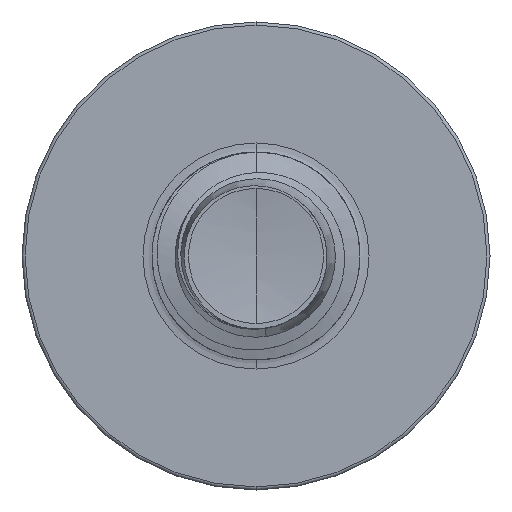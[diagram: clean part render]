
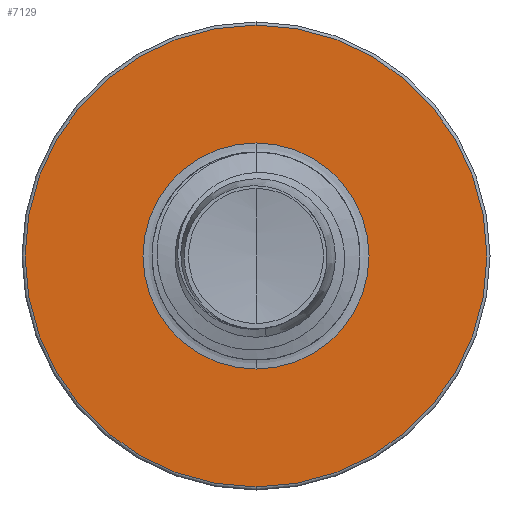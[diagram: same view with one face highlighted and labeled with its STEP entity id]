
A CAD part, front view. The second image highlights one B-rep face of the part: STEP entity #7129.
In plain terms, the highlighted planar face has unit normal (0, -1, 0).
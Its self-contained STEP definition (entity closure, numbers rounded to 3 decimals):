
#5 = DIRECTION ( 'NONE',  ( 0., 1., 0. ) ) ;
#43 = CARTESIAN_POINT ( 'NONE',  ( 0., 7.5, 0. ) ) ;
#186 = FACE_BOUND ( 'NONE', #18340, .T. ) ;
#892 = CARTESIAN_POINT ( 'NONE',  ( 0., 7.5, -4.44 ) ) ;
#2084 = DIRECTION ( 'NONE',  ( 0., 0., 1. ) ) ;
#2088 = DIRECTION ( 'NONE',  ( 0., 1., 0. ) ) ;
#2114 = CARTESIAN_POINT ( 'NONE',  ( 0., 7.5, 0. ) ) ;
#2235 = CARTESIAN_POINT ( 'NONE',  ( 0., 7.5, 2.174 ) ) ;
#3078 = CARTESIAN_POINT ( 'NONE',  ( 0., 7.5, 4.44 ) ) ;
#4114 = VERTEX_POINT ( 'NONE', #892 ) ;
#6786 = EDGE_CURVE ( 'NONE', #10655, #12708, #21603, .T. ) ;
#6814 = DIRECTION ( 'NONE',  ( 0., 0., 1. ) ) ;
#6925 = DIRECTION ( 'NONE',  ( 0., 1., 0. ) ) ;
#6933 = FACE_OUTER_BOUND ( 'NONE', #11845, .T. ) ;
#7114 = PLANE ( 'NONE',  #19272 ) ;
#7129 = ADVANCED_FACE ( 'NONE', ( #6933, #186 ), #7114, .F. ) ;
#7253 = CARTESIAN_POINT ( 'NONE',  ( 0., 7.5, -2.174 ) ) ;
#7535 = CARTESIAN_POINT ( 'NONE',  ( 0., 7.5, -2.174 ) ) ;
#7942 = DIRECTION ( 'NONE',  ( 0., 0., 1. ) ) ;
#8183 = CIRCLE ( 'NONE', #19144, 4.44 ) ;
#8646 = DIRECTION ( 'NONE',  ( 0., 0., 1. ) ) ;
#8711 = DIRECTION ( 'NONE',  ( 0., 1., 0. ) ) ;
#8717 = CARTESIAN_POINT ( 'NONE',  ( 0., 7.5, 0. ) ) ;
#10093 = EDGE_CURVE ( 'NONE', #4114, #16879, #8183, .T. ) ;
#10655 = VERTEX_POINT ( 'NONE', #7535 ) ;
#10700 = CIRCLE ( 'NONE', #21235, 2.174 ) ;
#11766 = ORIENTED_EDGE ( 'NONE', *, *, #12124, .F. ) ;
#11845 = EDGE_LOOP ( 'NONE', ( #11766, #14694 ) ) ;
#12124 = EDGE_CURVE ( 'NONE', #16879, #4114, #22285, .T. ) ;
#12708 = VERTEX_POINT ( 'NONE', #2235 ) ;
#12770 = ORIENTED_EDGE ( 'NONE', *, *, #12889, .T. ) ;
#12889 = EDGE_CURVE ( 'NONE', #12708, #10655, #10700, .T. ) ;
#12965 = ORIENTED_EDGE ( 'NONE', *, *, #6786, .T. ) ;
#14694 = ORIENTED_EDGE ( 'NONE', *, *, #10093, .F. ) ;
#16879 = VERTEX_POINT ( 'NONE', #3078 ) ;
#18307 = AXIS2_PLACEMENT_3D ( 'NONE', #19543, #19449, #19439 ) ;
#18340 = EDGE_LOOP ( 'NONE', ( #12770, #12965 ) ) ;
#19144 = AXIS2_PLACEMENT_3D ( 'NONE', #2114, #2088, #2084 ) ;
#19272 = AXIS2_PLACEMENT_3D ( 'NONE', #7253, #6925, #6814 ) ;
#19439 = DIRECTION ( 'NONE',  ( 0., 0., 1. ) ) ;
#19449 = DIRECTION ( 'NONE',  ( 0., 1., 0. ) ) ;
#19543 = CARTESIAN_POINT ( 'NONE',  ( 0., 7.5, 0. ) ) ;
#21235 = AXIS2_PLACEMENT_3D ( 'NONE', #43, #5, #7942 ) ;
#21603 = CIRCLE ( 'NONE', #23709, 2.174 ) ;
#22285 = CIRCLE ( 'NONE', #18307, 4.44 ) ;
#23709 = AXIS2_PLACEMENT_3D ( 'NONE', #8717, #8711, #8646 ) ;
